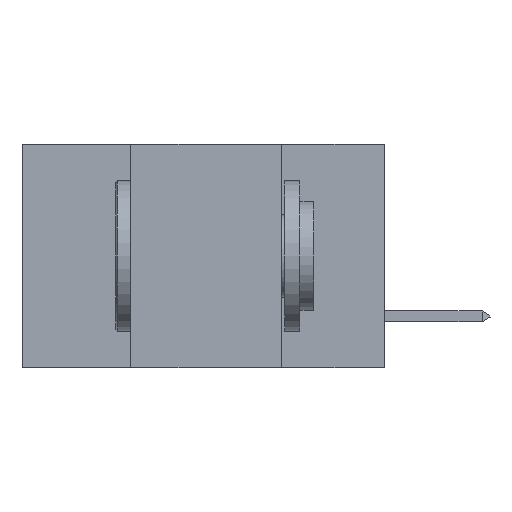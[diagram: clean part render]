
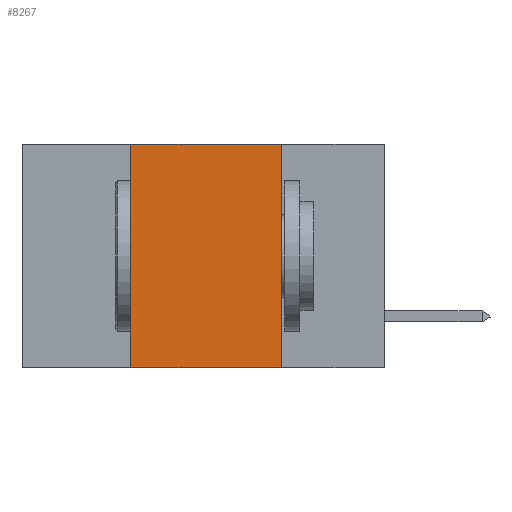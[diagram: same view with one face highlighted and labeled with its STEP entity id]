
A CAD part, left-side view. The second image highlights one B-rep face of the part: STEP entity #8267.
In plain terms, the highlighted planar face has unit normal (-1, 0, 0).
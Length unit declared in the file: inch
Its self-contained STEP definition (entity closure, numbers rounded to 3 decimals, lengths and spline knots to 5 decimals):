
#41 = CARTESIAN_POINT ( 'NONE',  ( 0., 0.42, 0. ) ) ;
#118 = DIRECTION ( 'NONE',  ( 0., -1., 0. ) ) ;
#578 = EDGE_CURVE ( 'NONE', #10454, #5990, #5628, .T. ) ;
#897 = AXIS2_PLACEMENT_3D ( 'NONE', #6912, #4250, #7725 ) ;
#933 = CARTESIAN_POINT ( 'NONE',  ( 0., 0.6, 0. ) ) ;
#1015 = CARTESIAN_POINT ( 'NONE',  ( 0., 0.17, 0. ) ) ;
#1017 = VECTOR ( 'NONE', #118, 39.37008 ) ;
#1627 = FACE_OUTER_BOUND ( 'NONE', #4423, .T. ) ;
#2387 = VERTEX_POINT ( 'NONE', #1015 ) ;
#3114 = ORIENTED_EDGE ( 'NONE', *, *, #3201, .F. ) ;
#3129 = EDGE_CURVE ( 'NONE', #10163, #2387, #9438, .T. ) ;
#3201 = EDGE_CURVE ( 'NONE', #10454, #10163, #5522, .T. ) ;
#3572 = ORIENTED_EDGE ( 'NONE', *, *, #578, .T. ) ;
#3600 = DIRECTION ( 'NONE',  ( 0., 0., -1. ) ) ;
#4250 = DIRECTION ( 'NONE',  ( 1., 0., 0. ) ) ;
#4423 = EDGE_LOOP ( 'NONE', ( #8046, #7488, #3114, #3572 ) ) ;
#5069 = DIRECTION ( 'NONE',  ( 0., -1., 0. ) ) ;
#5522 = LINE ( 'NONE', #41, #8102 ) ;
#5628 = LINE ( 'NONE', #10110, #1017 ) ;
#5639 = VECTOR ( 'NONE', #5069, 39.37008 ) ;
#5948 = PLANE ( 'NONE',  #897 ) ;
#5990 = VERTEX_POINT ( 'NONE', #10531 ) ;
#6487 = CARTESIAN_POINT ( 'NONE',  ( 0., 0.42, -0.37 ) ) ;
#6766 = VECTOR ( 'NONE', #3600, 39.37008 ) ;
#6912 = CARTESIAN_POINT ( 'NONE',  ( 0., 0.6, 0. ) ) ;
#7488 = ORIENTED_EDGE ( 'NONE', *, *, #3129, .F. ) ;
#7725 = DIRECTION ( 'NONE',  ( 0., 0., -1. ) ) ;
#7833 = CARTESIAN_POINT ( 'NONE',  ( 0., 0.17, 0. ) ) ;
#8046 = ORIENTED_EDGE ( 'NONE', *, *, #10072, .F. ) ;
#8102 = VECTOR ( 'NONE', #8359, 39.37008 ) ;
#8267 = ADVANCED_FACE ( 'NONE', ( #1627 ), #5948, .F. ) ;
#8359 = DIRECTION ( 'NONE',  ( 0., 0., 1. ) ) ;
#8785 = CARTESIAN_POINT ( 'NONE',  ( 0., 0.42, 0. ) ) ;
#9438 = LINE ( 'NONE', #933, #5639 ) ;
#9518 = LINE ( 'NONE', #7833, #6766 ) ;
#10072 = EDGE_CURVE ( 'NONE', #2387, #5990, #9518, .T. ) ;
#10110 = CARTESIAN_POINT ( 'NONE',  ( 0., 0.6, -0.37 ) ) ;
#10163 = VERTEX_POINT ( 'NONE', #8785 ) ;
#10454 = VERTEX_POINT ( 'NONE', #6487 ) ;
#10531 = CARTESIAN_POINT ( 'NONE',  ( 0., 0.17, -0.37 ) ) ;
